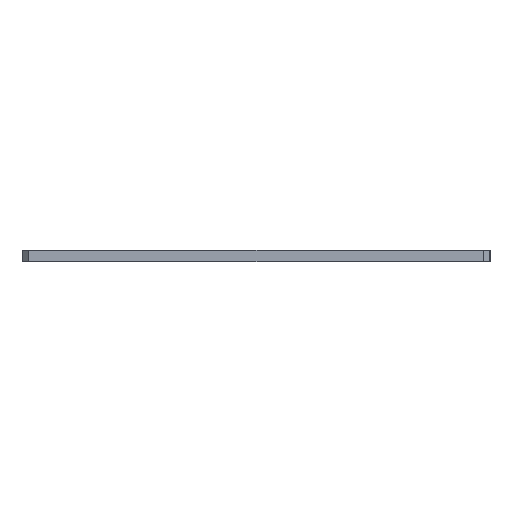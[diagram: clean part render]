
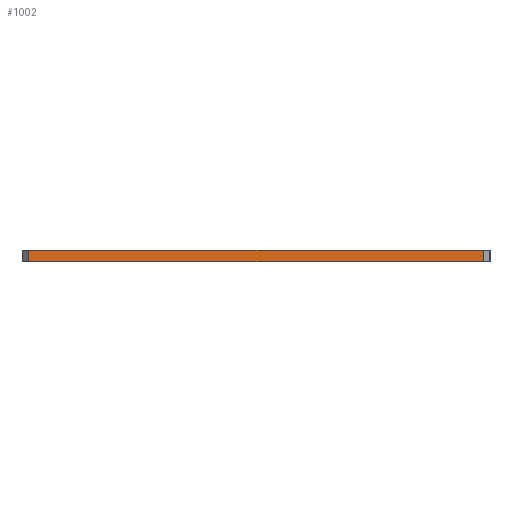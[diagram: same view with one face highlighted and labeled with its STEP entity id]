
A CAD part, left-side view. The second image highlights one B-rep face of the part: STEP entity #1002.
In plain terms, the highlighted planar face has unit normal (-1, 0, 0).
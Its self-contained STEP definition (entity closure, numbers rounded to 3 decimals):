
#1 = EDGE_CURVE ( 'NONE', #910, #222, #258, .T. ) ;
#20 = EDGE_CURVE ( 'NONE', #908, #222, #292, .T. ) ;
#21 = EDGE_CURVE ( 'NONE', #838, #910, #294, .T. ) ;
#70 = AXIS2_PLACEMENT_3D ( 'NONE', #724, #729, #730 ) ;
#131 = ORIENTED_EDGE ( 'NONE', *, *, #1, .T. ) ;
#132 = ORIENTED_EDGE ( 'NONE', *, *, #20, .F. ) ;
#133 = ORIENTED_EDGE ( 'NONE', *, *, #981, .F. ) ;
#134 = ORIENTED_EDGE ( 'NONE', *, *, #21, .T. ) ;
#222 = VERTEX_POINT ( 'NONE', #455 ) ;
#238 = EDGE_LOOP ( 'NONE', ( #131, #132, #133, #134 ) ) ;
#258 = LINE ( 'NONE', #1029, #259 ) ;
#259 = VECTOR ( 'NONE', #1031, 1000. ) ;
#292 = LINE ( 'NONE', #420, #295 ) ;
#294 = LINE ( 'NONE', #411, #297 ) ;
#295 = VECTOR ( 'NONE', #424, 1000. ) ;
#297 = VECTOR ( 'NONE', #425, 1000. ) ;
#382 = LINE ( 'NONE', #602, #384 ) ;
#384 = VECTOR ( 'NONE', #603, 1000. ) ;
#411 = CARTESIAN_POINT ( 'NONE',  ( 0., 67., 1.687 ) ) ;
#420 = CARTESIAN_POINT ( 'NONE',  ( 0., 1., 1.687 ) ) ;
#424 = DIRECTION ( 'NONE',  ( 0., 0., -1. ) ) ;
#425 = DIRECTION ( 'NONE',  ( 0., 0., -1. ) ) ;
#455 = CARTESIAN_POINT ( 'NONE',  ( 0., 1., 0. ) ) ;
#472 = CARTESIAN_POINT ( 'NONE',  ( 0., 67., 1.687 ) ) ;
#500 = CARTESIAN_POINT ( 'NONE',  ( 0., 1., 1.687 ) ) ;
#502 = CARTESIAN_POINT ( 'NONE',  ( 0., 67., 0. ) ) ;
#602 = CARTESIAN_POINT ( 'NONE',  ( 0., 67., 1.687 ) ) ;
#603 = DIRECTION ( 'NONE',  ( 0., -1., 0. ) ) ;
#682 = FACE_OUTER_BOUND ( 'NONE', #238, .T. ) ;
#722 = PLANE ( 'NONE',  #70 ) ;
#724 = CARTESIAN_POINT ( 'NONE',  ( 0., 67., 1.687 ) ) ;
#729 = DIRECTION ( 'NONE',  ( 1., 0., 0. ) ) ;
#730 = DIRECTION ( 'NONE',  ( 0., 0., -1. ) ) ;
#838 = VERTEX_POINT ( 'NONE', #472 ) ;
#908 = VERTEX_POINT ( 'NONE', #500 ) ;
#910 = VERTEX_POINT ( 'NONE', #502 ) ;
#981 = EDGE_CURVE ( 'NONE', #838, #908, #382, .T. ) ;
#1002 = ADVANCED_FACE ( 'NONE', ( #682 ), #722, .F. ) ;
#1029 = CARTESIAN_POINT ( 'NONE',  ( 0., 67., 0. ) ) ;
#1031 = DIRECTION ( 'NONE',  ( 0., -1., 0. ) ) ;
